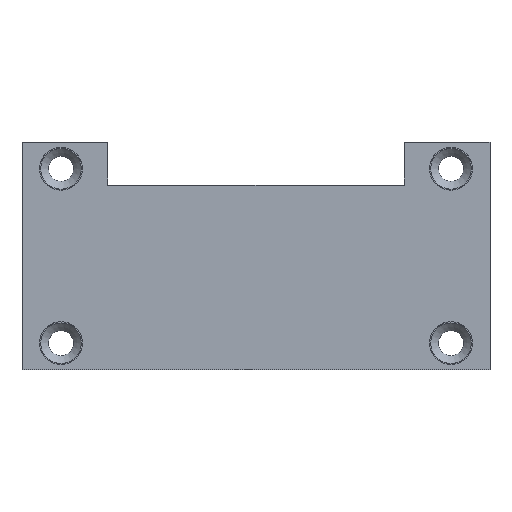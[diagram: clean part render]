
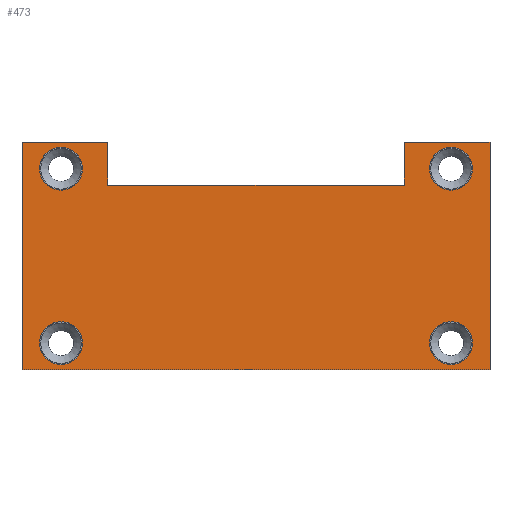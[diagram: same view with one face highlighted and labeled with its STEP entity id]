
A CAD part, top view. The second image highlights one B-rep face of the part: STEP entity #473.
In plain terms, the highlighted planar face has unit normal (0, 0, 1).
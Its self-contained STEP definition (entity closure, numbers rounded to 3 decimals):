
#32=FACE_BOUND('',#99,.T.);
#33=FACE_BOUND('',#100,.T.);
#34=FACE_BOUND('',#101,.T.);
#35=FACE_BOUND('',#102,.T.);
#62=FACE_OUTER_BOUND('',#98,.T.);
#98=EDGE_LOOP('',(#404,#405,#406,#407,#408,#409,#410,#411));
#99=EDGE_LOOP('',(#412));
#100=EDGE_LOOP('',(#413));
#101=EDGE_LOOP('',(#414));
#102=EDGE_LOOP('',(#415));
#110=LINE('',#695,#150);
#119=LINE('',#732,#159);
#124=LINE('',#744,#164);
#134=LINE('',#770,#174);
#141=LINE('',#797,#181);
#143=LINE('',#801,#183);
#144=LINE('',#803,#184);
#145=LINE('',#804,#185);
#150=VECTOR('',#551,10.);
#159=VECTOR('',#590,10.);
#164=VECTOR('',#605,10.);
#174=VECTOR('',#627,10.);
#181=VECTOR('',#660,10.);
#183=VECTOR('',#664,10.);
#184=VECTOR('',#667,10.);
#185=VECTOR('',#668,10.);
#197=CIRCLE('',#511,2.75);
#198=CIRCLE('',#513,2.75);
#208=CIRCLE('',#536,2.75);
#209=CIRCLE('',#537,2.75);
#213=VERTEX_POINT('',#692);
#214=VERTEX_POINT('',#694);
#226=VERTEX_POINT('',#729);
#227=VERTEX_POINT('',#731);
#228=VERTEX_POINT('',#735);
#229=VERTEX_POINT('',#739);
#238=VERTEX_POINT('',#767);
#239=VERTEX_POINT('',#769);
#246=VERTEX_POINT('',#795);
#247=VERTEX_POINT('',#799);
#248=VERTEX_POINT('',#805);
#249=VERTEX_POINT('',#807);
#253=EDGE_CURVE('',#214,#213,#110,.T.);
#270=EDGE_CURVE('',#226,#227,#119,.T.);
#272=EDGE_CURVE('',#228,#228,#197,.T.);
#274=EDGE_CURVE('',#229,#229,#198,.T.);
#277=EDGE_CURVE('',#213,#227,#124,.T.);
#290=EDGE_CURVE('',#238,#239,#134,.T.);
#303=EDGE_CURVE('',#226,#246,#141,.T.);
#305=EDGE_CURVE('',#246,#247,#143,.T.);
#306=EDGE_CURVE('',#239,#247,#144,.T.);
#307=EDGE_CURVE('',#238,#214,#145,.T.);
#308=EDGE_CURVE('',#248,#248,#208,.T.);
#309=EDGE_CURVE('',#249,#249,#209,.T.);
#404=ORIENTED_EDGE('',*,*,#303,.T.);
#405=ORIENTED_EDGE('',*,*,#305,.T.);
#406=ORIENTED_EDGE('',*,*,#306,.F.);
#407=ORIENTED_EDGE('',*,*,#290,.F.);
#408=ORIENTED_EDGE('',*,*,#307,.T.);
#409=ORIENTED_EDGE('',*,*,#253,.T.);
#410=ORIENTED_EDGE('',*,*,#277,.T.);
#411=ORIENTED_EDGE('',*,*,#270,.F.);
#412=ORIENTED_EDGE('',*,*,#272,.F.);
#413=ORIENTED_EDGE('',*,*,#274,.F.);
#414=ORIENTED_EDGE('',*,*,#308,.T.);
#415=ORIENTED_EDGE('',*,*,#309,.T.);
#448=PLANE('',#535);
#473=ADVANCED_FACE('',(#62,#32,#33,#34,#35),#448,.T.);
#511=AXIS2_PLACEMENT_3D('',#736,#594,#595);
#513=AXIS2_PLACEMENT_3D('',#740,#599,#600);
#535=AXIS2_PLACEMENT_3D('',#802,#665,#666);
#536=AXIS2_PLACEMENT_3D('',#806,#669,#670);
#537=AXIS2_PLACEMENT_3D('',#808,#671,#672);
#551=DIRECTION('',(0.,1.,0.));
#590=DIRECTION('',(0.,1.,0.));
#594=DIRECTION('center_axis',(0.,0.,1.));
#595=DIRECTION('ref_axis',(1.,0.,0.));
#599=DIRECTION('center_axis',(0.,0.,1.));
#600=DIRECTION('ref_axis',(1.,0.,0.));
#605=DIRECTION('',(-1.,0.,0.));
#627=DIRECTION('',(0.,1.,0.));
#660=DIRECTION('',(-1.,0.,0.));
#664=DIRECTION('',(0.,1.,0.));
#665=DIRECTION('center_axis',(0.,0.,1.));
#666=DIRECTION('ref_axis',(0.,1.,0.));
#667=DIRECTION('',(1.,0.,0.));
#668=DIRECTION('',(1.,0.,0.));
#669=DIRECTION('center_axis',(0.,0.,-1.));
#670=DIRECTION('ref_axis',(-1.,0.,0.));
#671=DIRECTION('center_axis',(0.,0.,-1.));
#672=DIRECTION('ref_axis',(-1.,0.,0.));
#692=CARTESIAN_POINT('',(30.,-241.835,-1.));
#694=CARTESIAN_POINT('',(30.,-270.99,-1.));
#695=CARTESIAN_POINT('',(30.,-209.046,-1.));
#729=CARTESIAN_POINT('',(19.,-247.335,-1.));
#731=CARTESIAN_POINT('',(19.,-241.835,-1.));
#732=CARTESIAN_POINT('',(19.,-257.787,-1.));
#735=CARTESIAN_POINT('',(22.25,-245.235,-1.));
#736=CARTESIAN_POINT('Origin',(25.,-245.235,-1.));
#739=CARTESIAN_POINT('',(22.25,-267.59,-1.));
#740=CARTESIAN_POINT('Origin',(25.,-267.59,-1.));
#744=CARTESIAN_POINT('',(0.,-241.835,-1.));
#767=CARTESIAN_POINT('',(-30.,-270.99,-1.));
#769=CARTESIAN_POINT('',(-30.,-241.835,-1.));
#770=CARTESIAN_POINT('',(-30.,-209.046,-1.));
#795=CARTESIAN_POINT('',(-19.,-247.335,-1.));
#797=CARTESIAN_POINT('',(0.,-247.335,-1.));
#799=CARTESIAN_POINT('',(-19.,-241.835,-1.));
#801=CARTESIAN_POINT('',(-19.,-257.787,-1.));
#802=CARTESIAN_POINT('Origin',(0.,-270.99,-1.));
#803=CARTESIAN_POINT('',(0.,-241.835,-1.));
#804=CARTESIAN_POINT('',(0.,-270.99,-1.));
#805=CARTESIAN_POINT('',(-22.25,-267.59,-1.));
#806=CARTESIAN_POINT('Origin',(-25.,-267.59,-1.));
#807=CARTESIAN_POINT('',(-22.25,-245.235,-1.));
#808=CARTESIAN_POINT('Origin',(-25.,-245.235,-1.));
